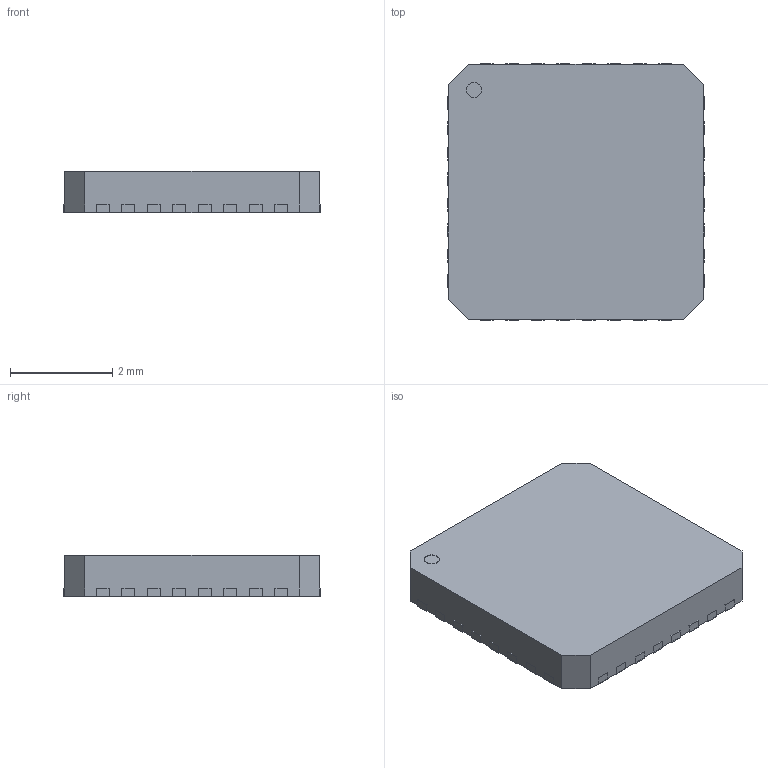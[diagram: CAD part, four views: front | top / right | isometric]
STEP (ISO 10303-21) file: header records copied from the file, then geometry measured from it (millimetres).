
FILE_DESCRIPTION(/* description */ (''),/* implementation_level */ '2;1');
FILE_NAME(/* name */ 'MLF-32 v2.step',/* time_stamp */ '2017-08-13T18:01:27+01:00',/* author */ (''),/* organization */ (''),/* preprocessor_version */ 'ST-DEVELOPER v16.13',/* originating_system */ 'Autodesk Translation Framework v6.1.1.50',/* authorisation */ '');
FILE_SCHEMA (('AUTOMOTIVE_DESIGN { 1 0 10303 214 3 1 1 }'));
Length unit declared in the file: millimetre
Products named in the file (1): MLF-32 v2
Bounding box: 5.02 x 5.02 x 0.81 mm (x, y, z)
Volume: 20.4 mm3; surface area: 97 mm2
Topology: 34 solids, 34 shells, 210 faces, 423 edges, 282 vertices
Faces by surface type: plane 209, cylinder 1
Full cylindrical faces by diameter (mm): 0.3 x1
Entity records: 5578 total; most frequent: CARTESIAN_POINT 915, DIRECTION 846, ORIENTED_EDGE 844, EDGE_CURVE 422, LINE 420, VECTOR 420, VERTEX_POINT 282, STYLED_ITEM 244
